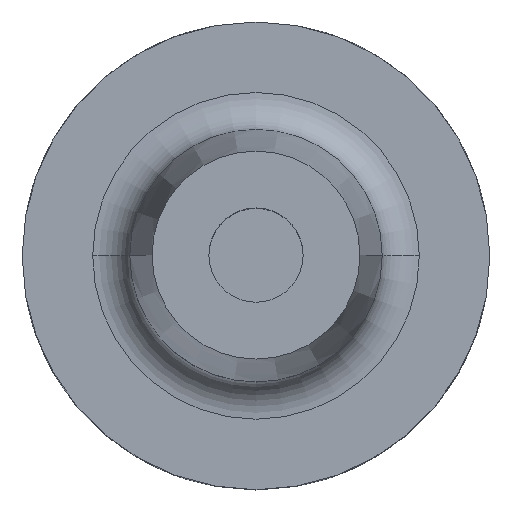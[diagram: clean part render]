
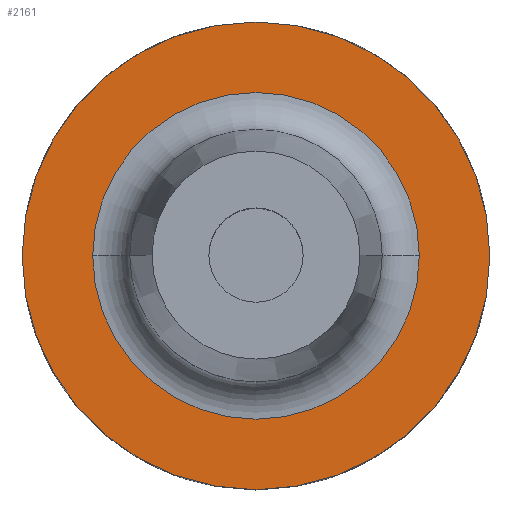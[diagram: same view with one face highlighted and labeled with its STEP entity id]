
A CAD part, top view. The second image highlights one B-rep face of the part: STEP entity #2161.
In plain terms, the highlighted planar face has unit normal (0, 0, 1).
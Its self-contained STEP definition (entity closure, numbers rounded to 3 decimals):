
#62 = DIRECTION ( 'NONE',  ( 1., 0., 0. ) ) ;
#257 = AXIS2_PLACEMENT_3D ( 'NONE', #2154, #4763, #2542 ) ;
#272 = CIRCLE ( 'NONE', #662, 22. ) ;
#650 = CARTESIAN_POINT ( 'NONE',  ( 0., 0., 22. ) ) ;
#656 = EDGE_CURVE ( 'NONE', #4080, #3993, #909, .T. ) ;
#662 = AXIS2_PLACEMENT_3D ( 'NONE', #650, #3346, #1044 ) ;
#855 = VERTEX_POINT ( 'NONE', #4174 ) ;
#909 = CIRCLE ( 'NONE', #1337, 31.5 ) ;
#1002 = EDGE_LOOP ( 'NONE', ( #3526, #3171 ) ) ;
#1044 = DIRECTION ( 'NONE',  ( -1., 0., 0. ) ) ;
#1239 = EDGE_LOOP ( 'NONE', ( #3052, #3570 ) ) ;
#1299 = DIRECTION ( 'NONE',  ( 1., 0., 0. ) ) ;
#1337 = AXIS2_PLACEMENT_3D ( 'NONE', #3023, #4689, #1299 ) ;
#1357 = EDGE_CURVE ( 'NONE', #4262, #855, #2789, .T. ) ;
#1452 = CARTESIAN_POINT ( 'NONE',  ( 0., 0., 22. ) ) ;
#1978 = EDGE_CURVE ( 'NONE', #855, #4262, #272, .T. ) ;
#2009 = CARTESIAN_POINT ( 'NONE',  ( 22., 0., 22. ) ) ;
#2014 = CIRCLE ( 'NONE', #2955, 31.5 ) ;
#2154 = CARTESIAN_POINT ( 'NONE',  ( 0., 0., 22. ) ) ;
#2161 = ADVANCED_FACE ( 'NONE', ( #2882, #3008 ), #2231, .F. ) ;
#2231 = PLANE ( 'NONE',  #2687 ) ;
#2393 = DIRECTION ( 'NONE',  ( 0., 0., 1. ) ) ;
#2542 = DIRECTION ( 'NONE',  ( -1., 0., 0. ) ) ;
#2591 = CARTESIAN_POINT ( 'NONE',  ( -31.5, 0., 22. ) ) ;
#2623 = DIRECTION ( 'NONE',  ( -1., 0., 0. ) ) ;
#2687 = AXIS2_PLACEMENT_3D ( 'NONE', #1452, #4829, #2623 ) ;
#2789 = CIRCLE ( 'NONE', #257, 22. ) ;
#2882 = FACE_BOUND ( 'NONE', #1239, .T. ) ;
#2955 = AXIS2_PLACEMENT_3D ( 'NONE', #4626, #2393, #62 ) ;
#3008 = FACE_OUTER_BOUND ( 'NONE', #1002, .T. ) ;
#3023 = CARTESIAN_POINT ( 'NONE',  ( 0., 0., 22. ) ) ;
#3052 = ORIENTED_EDGE ( 'NONE', *, *, #1978, .T. ) ;
#3171 = ORIENTED_EDGE ( 'NONE', *, *, #4231, .T. ) ;
#3346 = DIRECTION ( 'NONE',  ( 0., 0., -1. ) ) ;
#3526 = ORIENTED_EDGE ( 'NONE', *, *, #656, .T. ) ;
#3570 = ORIENTED_EDGE ( 'NONE', *, *, #1357, .T. ) ;
#3993 = VERTEX_POINT ( 'NONE', #2591 ) ;
#4080 = VERTEX_POINT ( 'NONE', #4520 ) ;
#4174 = CARTESIAN_POINT ( 'NONE',  ( -22., 0., 22. ) ) ;
#4231 = EDGE_CURVE ( 'NONE', #3993, #4080, #2014, .T. ) ;
#4262 = VERTEX_POINT ( 'NONE', #2009 ) ;
#4520 = CARTESIAN_POINT ( 'NONE',  ( 31.5, 0., 22. ) ) ;
#4626 = CARTESIAN_POINT ( 'NONE',  ( 0., 0., 22. ) ) ;
#4689 = DIRECTION ( 'NONE',  ( 0., 0., 1. ) ) ;
#4763 = DIRECTION ( 'NONE',  ( 0., 0., -1. ) ) ;
#4829 = DIRECTION ( 'NONE',  ( 0., 0., -1. ) ) ;
